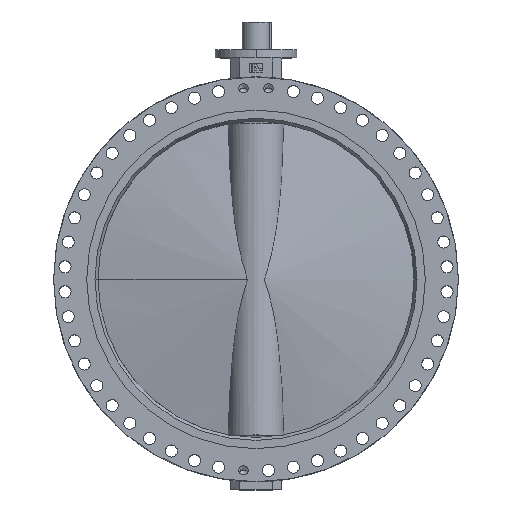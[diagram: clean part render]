
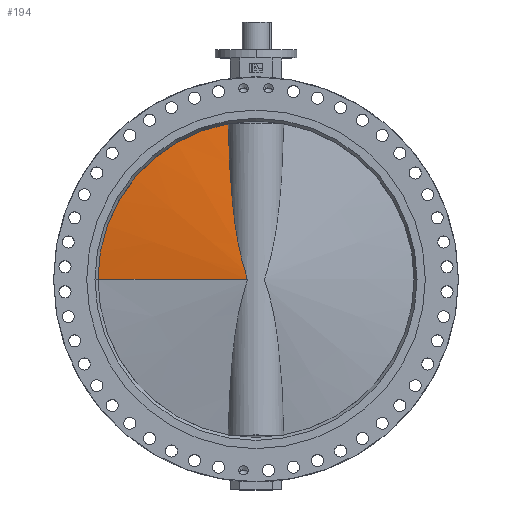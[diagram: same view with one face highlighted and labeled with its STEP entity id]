
A CAD part, top view. The second image highlights one B-rep face of the part: STEP entity #194.
In plain terms, the highlighted conical face has half-angle 80.856 degrees and reference radius 683.427 mm.
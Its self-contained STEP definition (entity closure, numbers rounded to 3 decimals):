
#194 = ADVANCED_FACE ( 'NONE', ( #8065 ), #8069, .T. ) ;
#797 = VERTEX_POINT ( 'NONE', #9284 ) ;
#812 = VERTEX_POINT ( 'NONE', #9299 ) ;
#821 = VERTEX_POINT ( 'NONE', #9308 ) ;
#1036 = EDGE_CURVE ( 'NONE', #797, #812, #4303, .T. ) ;
#1056 = EDGE_CURVE ( 'NONE', #821, #797, #1736, .T. ) ;
#1057 = EDGE_CURVE ( 'NONE', #821, #812, #4322, .T. ) ;
#1736 = B_SPLINE_CURVE_WITH_KNOTS ( 'NONE', 3,
 ( #5159, #5160, #5164, #5165, #5166, #5167, #5168, #5169, #5170, #5171, #5172, #5173, #5174, #5175, #5176, #5177, #5178, #5179, #5180, #5181, #5182, #5183, #5184, #5185, #5186, #5187, #5188, #5189, #5190, #5191, #5192, #5193, #5194, #5195, #5196, #5197, #5198, #5199, #5200, #5201, #5202, #5203, #5204, #5205, #5206, #5207, #5208, #5209 ),
 .UNSPECIFIED., .F., .F.,
 ( 4, 2, 2, 2, 2, 2, 2, 2, 2, 2, 2, 2, 2, 2, 2, 2, 2, 2, 2, 2, 2, 2, 2, 4 ),
 ( 0.07, 0.156, 0.241, 0.327, 0.413, 0.456, 0.499, 0.542, 0.585, 0.628, 0.649, 0.67, 0.692, 0.703, 0.713, 0.724, 0.729, 0.735, 0.74, 0.746, 0.751, 0.752, 0.754, 0.756 ),
 .UNSPECIFIED. ) ;
#4303 = LINE ( 'NONE', #4925, #4304 ) ;
#4304 = VECTOR ( 'NONE', #4926, 1000. ) ;
#4322 = CIRCLE ( 'NONE', #10312, 681.767 ) ;
#4925 = CARTESIAN_POINT ( 'NONE',  ( -10., 0., -683.427 ) ) ;
#4926 = DIRECTION ( 'NONE',  ( 0.159, 0., -0.987 ) ) ;
#5159 = CARTESIAN_POINT ( 'NONE',  ( -10.267, 671.202, -119.56 ) ) ;
#5160 = CARTESIAN_POINT ( 'NONE',  ( -14.754, 642.954, -119.175 ) ) ;
#5164 = CARTESIAN_POINT ( 'NONE',  ( -19.24, 614.711, -118.536 ) ) ;
#5165 = CARTESIAN_POINT ( 'NONE',  ( -28.209, 558.239, -116.727 ) ) ;
#5166 = CARTESIAN_POINT ( 'NONE',  ( -32.693, 530.009, -115.557 ) ) ;
#5167 = CARTESIAN_POINT ( 'NONE',  ( -41.656, 473.564, -112.637 ) ) ;
#5168 = CARTESIAN_POINT ( 'NONE',  ( -46.133, 445.366, -110.888 ) ) ;
#5169 = CARTESIAN_POINT ( 'NONE',  ( -55.076, 389.027, -106.728 ) ) ;
#5170 = CARTESIAN_POINT ( 'NONE',  ( -59.542, 360.886, -104.319 ) ) ;
#5171 = CARTESIAN_POINT ( 'NONE',  ( -66.231, 318.726, -100.102 ) ) ;
#5172 = CARTESIAN_POINT ( 'NONE',  ( -68.459, 304.681, -98.595 ) ) ;
#5173 = CARTESIAN_POINT ( 'NONE',  ( -72.91, 276.61, -95.351 ) ) ;
#5174 = CARTESIAN_POINT ( 'NONE',  ( -75.133, 262.584, -93.613 ) ) ;
#5175 = CARTESIAN_POINT ( 'NONE',  ( -79.574, 234.558, -89.869 ) ) ;
#5176 = CARTESIAN_POINT ( 'NONE',  ( -81.79, 220.566, -87.864 ) ) ;
#5177 = CARTESIAN_POINT ( 'NONE',  ( -86.209, 192.636, -83.532 ) ) ;
#5178 = CARTESIAN_POINT ( 'NONE',  ( -88.413, 178.697, -81.205 ) ) ;
#5179 = CARTESIAN_POINT ( 'NONE',  ( -92.803, 150.886, -76.149 ) ) ;
#5180 = CARTESIAN_POINT ( 'NONE',  ( -94.99, 137.013, -73.421 ) ) ;
#5181 = CARTESIAN_POINT ( 'NONE',  ( -98.248, 116.268, -68.926 ) ) ;
#5182 = CARTESIAN_POINT ( 'NONE',  ( -99.329, 109.369, -67.362 ) ) ;
#5183 = CARTESIAN_POINT ( 'NONE',  ( -101.478, 95.612, -64.078 ) ) ;
#5184 = CARTESIAN_POINT ( 'NONE',  ( -102.546, 88.753, -62.359 ) ) ;
#5185 = CARTESIAN_POINT ( 'NONE',  ( -104.662, 75.083, -58.739 ) ) ;
#5186 = CARTESIAN_POINT ( 'NONE',  ( -105.71, 68.272, -56.837 ) ) ;
#5187 = CARTESIAN_POINT ( 'NONE',  ( -107.255, 58.092, -53.83 ) ) ;
#5188 = CARTESIAN_POINT ( 'NONE',  ( -107.765, 54.706, -52.801 ) ) ;
#5189 = CARTESIAN_POINT ( 'NONE',  ( -108.773, 47.944, -50.694 ) ) ;
#5190 = CARTESIAN_POINT ( 'NONE',  ( -109.27, 44.569, -49.614 ) ) ;
#5191 = CARTESIAN_POINT ( 'NONE',  ( -110.242, 37.827, -47.415 ) ) ;
#5192 = CARTESIAN_POINT ( 'NONE',  ( -110.717, 34.46, -46.294 ) ) ;
#5193 = CARTESIAN_POINT ( 'NONE',  ( -111.402, 29.408, -44.609 ) ) ;
#5194 = CARTESIAN_POINT ( 'NONE',  ( -111.625, 27.723, -44.047 ) ) ;
#5195 = CARTESIAN_POINT ( 'NONE',  ( -112.058, 24.349, -42.935 ) ) ;
#5196 = CARTESIAN_POINT ( 'NONE',  ( -112.267, 22.66, -42.384 ) ) ;
#5197 = CARTESIAN_POINT ( 'NONE',  ( -112.665, 19.271, -41.314 ) ) ;
#5198 = CARTESIAN_POINT ( 'NONE',  ( -112.855, 17.571, -40.794 ) ) ;
#5199 = CARTESIAN_POINT ( 'NONE',  ( -113.202, 14.151, -39.819 ) ) ;
#5200 = CARTESIAN_POINT ( 'NONE',  ( -113.361, 12.43, -39.364 ) ) ;
#5201 = CARTESIAN_POINT ( 'NONE',  ( -113.631, 8.95, -38.577 ) ) ;
#5202 = CARTESIAN_POINT ( 'NONE',  ( -113.743, 7.191, -38.244 ) ) ;
#5203 = CARTESIAN_POINT ( 'NONE',  ( -113.84, 4.953, -37.954 ) ) ;
#5204 = CARTESIAN_POINT ( 'NONE',  ( -113.857, 4.503, -37.902 ) ) ;
#5205 = CARTESIAN_POINT ( 'NONE',  ( -113.887, 3.6, -37.813 ) ) ;
#5206 = CARTESIAN_POINT ( 'NONE',  ( -113.899, 3.146, -37.775 ) ) ;
#5207 = CARTESIAN_POINT ( 'NONE',  ( -113.93, 1.792, -37.684 ) ) ;
#5208 = CARTESIAN_POINT ( 'NONE',  ( -113.94, 0.894, -37.653 ) ) ;
#5209 = CARTESIAN_POINT ( 'NONE',  ( -113.94, 0., -37.653 ) ) ;
#5212 = CARTESIAN_POINT ( 'NONE',  ( -10.267, 0., 0. ) ) ;
#5213 = DIRECTION ( 'NONE',  ( -1., 0., 0. ) ) ;
#5214 = DIRECTION ( 'NONE',  ( 0., 0., 1. ) ) ;
#5814 = ORIENTED_EDGE ( 'NONE', *, *, #1036, .F. ) ;
#5822 = ORIENTED_EDGE ( 'NONE', *, *, #1056, .F. ) ;
#5830 = ORIENTED_EDGE ( 'NONE', *, *, #1057, .T. ) ;
#8065 = FACE_OUTER_BOUND ( 'NONE', #10509, .T. ) ;
#8069 = CONICAL_SURFACE ( 'NONE', #10069, 683.427, 1.411 ) ;
#8665 = DIRECTION ( 'NONE',  ( 0., 0., -1. ) ) ;
#8666 = CARTESIAN_POINT ( 'NONE',  ( -10., 0., 0. ) ) ;
#8667 = DIRECTION ( 'NONE',  ( 1., 0., 0. ) ) ;
#9284 = CARTESIAN_POINT ( 'NONE',  ( -113.94, 0., -37.653 ) ) ;
#9299 = CARTESIAN_POINT ( 'NONE',  ( -10.267, 0., -681.767 ) ) ;
#9308 = CARTESIAN_POINT ( 'NONE',  ( -10.267, 671.202, -119.56 ) ) ;
#10069 = AXIS2_PLACEMENT_3D ( 'NONE', #8666, #8667, #8665 ) ;
#10312 = AXIS2_PLACEMENT_3D ( 'NONE', #5212, #5213, #5214 ) ;
#10509 = EDGE_LOOP ( 'NONE', ( #5814, #5822, #5830 ) ) ;
